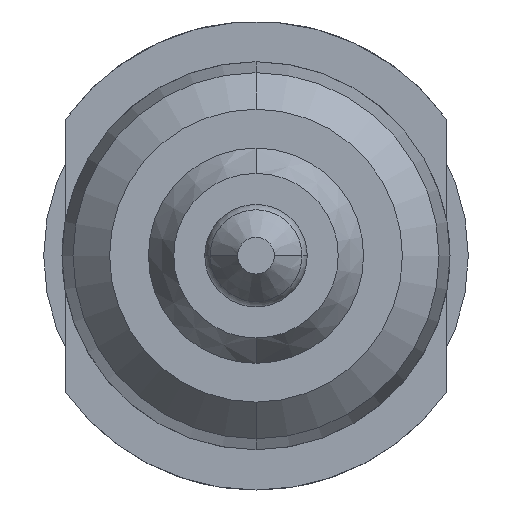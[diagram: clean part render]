
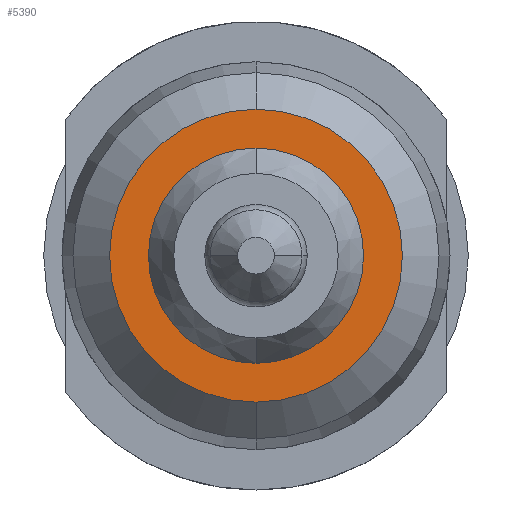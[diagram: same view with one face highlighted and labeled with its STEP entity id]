
A CAD part, front view. The second image highlights one B-rep face of the part: STEP entity #5390.
In plain terms, the highlighted planar face has unit normal (0, -1, 0).
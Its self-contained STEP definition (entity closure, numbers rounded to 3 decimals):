
#17 = ORIENTED_EDGE ( 'NONE', *, *, #5404, .T. ) ;
#183 = DIRECTION ( 'NONE',  ( 0., -1., 0. ) ) ;
#196 = CARTESIAN_POINT ( 'NONE',  ( 0., 0., -0.735 ) ) ;
#512 = VERTEX_POINT ( 'NONE', #5203 ) ;
#566 = EDGE_LOOP ( 'NONE', ( #2447, #4760 ) ) ;
#1405 = CARTESIAN_POINT ( 'NONE',  ( 0., 0., -1. ) ) ;
#1490 = DIRECTION ( 'NONE',  ( 0., -1., 0. ) ) ;
#1543 = EDGE_CURVE ( 'Defeature ausgef�hrt1_13+Defeature ausgef�hrt1_48+Defeature ausgef�hrt1_48+Defeature ausgef�hrt1_48', #4176, #5609, #5026, .T. ) ;
#1599 = EDGE_CURVE ( 'Defeature ausgef�hrt1_13+Defeature ausgef�hrt1_17+Defeature ausgef�hrt1_17+Defeature ausgef�hrt1_17', #512, #3443, #2473, .T. ) ;
#1840 = AXIS2_PLACEMENT_3D ( 'NONE', #5247, #183, #2515 ) ;
#1956 = FACE_BOUND ( 'NONE', #566, .T. ) ;
#2024 = CARTESIAN_POINT ( 'NONE',  ( 0., 0., 0.735 ) ) ;
#2096 = FACE_OUTER_BOUND ( 'NONE', #4346, .T. ) ;
#2115 = AXIS2_PLACEMENT_3D ( 'NONE', #5374, #5827, #3473 ) ;
#2447 = ORIENTED_EDGE ( 'NONE', *, *, #3735, .T. ) ;
#2473 = CIRCLE ( 'NONE', #3039, 1. ) ;
#2515 = DIRECTION ( 'NONE',  ( 0., 0., -1. ) ) ;
#2881 = CARTESIAN_POINT ( 'NONE',  ( 0., 0., 0. ) ) ;
#3039 = AXIS2_PLACEMENT_3D ( 'NONE', #2881, #1490, #5605 ) ;
#3242 = ORIENTED_EDGE ( 'NONE', *, *, #1599, .T. ) ;
#3257 = CARTESIAN_POINT ( 'NONE',  ( 0., 0., 0. ) ) ;
#3282 = DIRECTION ( 'NONE',  ( 0., 1., 0. ) ) ;
#3443 = VERTEX_POINT ( 'NONE', #1405 ) ;
#3473 = DIRECTION ( 'NONE',  ( 0., 0., -1. ) ) ;
#3634 = DIRECTION ( 'NONE',  ( 0., 0., -1. ) ) ;
#3735 = EDGE_CURVE ( 'Defeature ausgef�hrt1_13+Defeature ausgef�hrt1_48+Defeature ausgef�hrt1_48+Defeature ausgef�hrt1_48', #5609, #4176, #4716, .T. ) ;
#3913 = PLANE ( 'NONE',  #1840 ) ;
#3936 = DIRECTION ( 'NONE',  ( 0., -1., 0. ) ) ;
#4176 = VERTEX_POINT ( 'NONE', #196 ) ;
#4270 = CIRCLE ( 'NONE', #5660, 1. ) ;
#4346 = EDGE_LOOP ( 'NONE', ( #3242, #17 ) ) ;
#4517 = AXIS2_PLACEMENT_3D ( 'NONE', #3257, #3282, #3634 ) ;
#4716 = CIRCLE ( 'NONE', #2115, 0.735 ) ;
#4760 = ORIENTED_EDGE ( 'NONE', *, *, #1543, .T. ) ;
#4889 = DIRECTION ( 'NONE',  ( 0., 0., -1. ) ) ;
#5026 = CIRCLE ( 'NONE', #4517, 0.735 ) ;
#5203 = CARTESIAN_POINT ( 'NONE',  ( 0., 0., 1. ) ) ;
#5247 = CARTESIAN_POINT ( 'NONE',  ( 0., 0., 0. ) ) ;
#5374 = CARTESIAN_POINT ( 'NONE',  ( 0., 0., 0. ) ) ;
#5390 = ADVANCED_FACE ( 'Defeature ausgef�hrt1_13', ( #1956, #2096 ), #3913, .T. ) ;
#5404 = EDGE_CURVE ( 'Defeature ausgef�hrt1_13+Defeature ausgef�hrt1_17+Defeature ausgef�hrt1_17+Defeature ausgef�hrt1_17', #3443, #512, #4270, .T. ) ;
#5605 = DIRECTION ( 'NONE',  ( 0., 0., -1. ) ) ;
#5609 = VERTEX_POINT ( 'NONE', #2024 ) ;
#5660 = AXIS2_PLACEMENT_3D ( 'NONE', #5764, #3936, #4889 ) ;
#5764 = CARTESIAN_POINT ( 'NONE',  ( 0., 0., 0. ) ) ;
#5827 = DIRECTION ( 'NONE',  ( 0., 1., 0. ) ) ;
